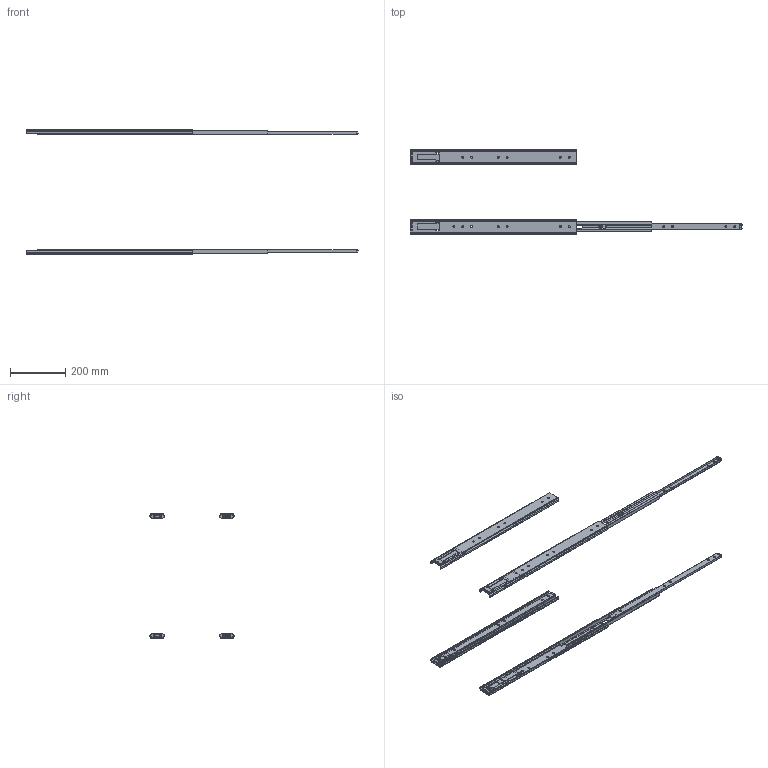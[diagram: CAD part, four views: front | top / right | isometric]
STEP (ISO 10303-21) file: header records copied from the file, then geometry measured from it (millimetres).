
FILE_DESCRIPTION((''),'2;1');
FILE_NAME('5417-0060EC.stp','2013-11-21T14:20:54',('kchown'),(''),'Autodesk Inventor 2012','Autodesk Inventor 2012','');
FILE_SCHEMA(('AUTOMOTIVE_DESIGN { 1 0 10303 214 1 1 1 1 }'));
Length unit declared in the file: millimetre
Products named in the file (5): 5417-0060EC; 5417-0060EC Outer Member open position; 5417-0060EC Inter; 5417-0060EC Inner Member; 5417-0060EC Outer Member closed position
Assembly tree (12 placements, depth 2):
  5417-0060EC
    5417-0060EC Outer Member open position  x2
    5417-0060EC Inter  x4
    5417-0060EC Inner Member  x4
    5417-0060EC Outer Member closed position  x2
Bounding box: 1196.86 x 303.96 x 450 mm (x, y, z)
Volume: 861570 mm3; surface area: 805833.5 mm2
Topology: 12 solids, 12 shells, 944 faces, 2846 edges, 1884 vertices
Faces by surface type: plane 752, cylinder 192
Full cylindrical faces by diameter (mm): 6.6 x58
Entity records: 13256 total; most frequent: CARTESIAN_POINT 2280, ORIENTED_EDGE 2246, DIRECTION 2144, EDGE_CURVE 1123, VECTOR 918, LINE 918, VERTEX_POINT 749, AXIS2_PLACEMENT_3D 613
